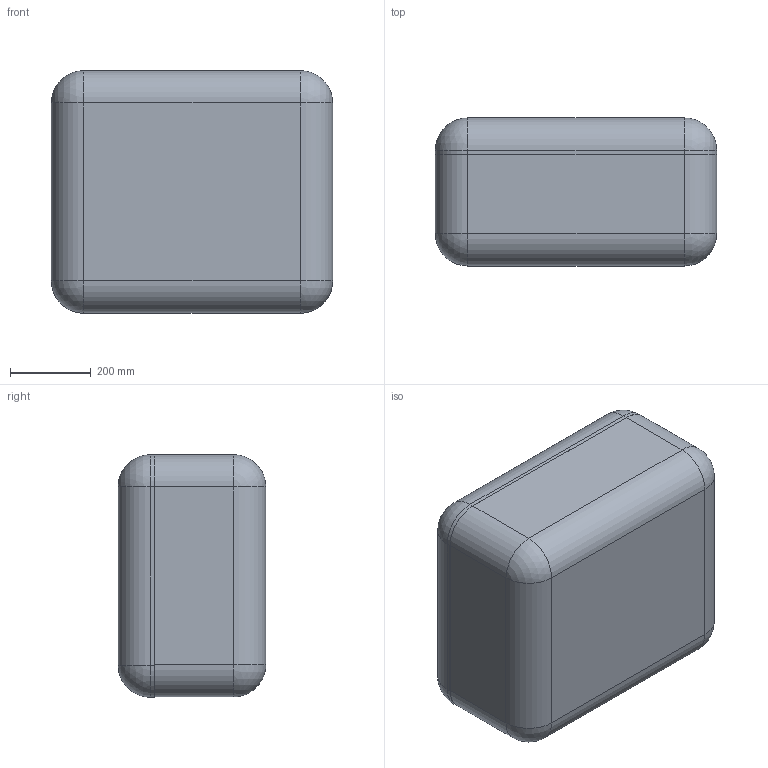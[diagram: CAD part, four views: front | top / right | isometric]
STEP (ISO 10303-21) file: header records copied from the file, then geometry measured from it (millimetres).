
FILE_DESCRIPTION (( 'STEP AP214' ), '1' );
FILE_NAME ('Ñáîðêà_Ï275Ê(óïð).STEP', '2023-03-17T08:52:10', ( '' ), ( '' ), 'SwSTEP 2.0', 'SolidWorks 2021', '' );
FILE_SCHEMA (( 'AUTOMOTIVE_DESIGN' ));
Products named in the file (1): Ñáîðêà_Ï275Ê(óïð)
Bounding box: 696.86 x 365.94 x 600.89 mm (x, y, z)
Volume: 81141068.3 mm3; surface area: 2929203.9 mm2
Topology: 2 solids, 2 shells, 3245 faces, 8071 edges, 4862 vertices
Faces by surface type: bspline 795, cylinder 769, plane 685, torus 416, cone 344, sphere 236
Entity records: 150374 total; most frequent: CARTESIAN_POINT 83707, ORIENTED_EDGE 16110, DIRECTION 10539, EDGE_CURVE 8055, VERTEX_POINT 4862, AXIS2_PLACEMENT_3D 4497, B_SPLINE_CURVE_WITH_KNOTS 4369, EDGE_LOOP 3325
